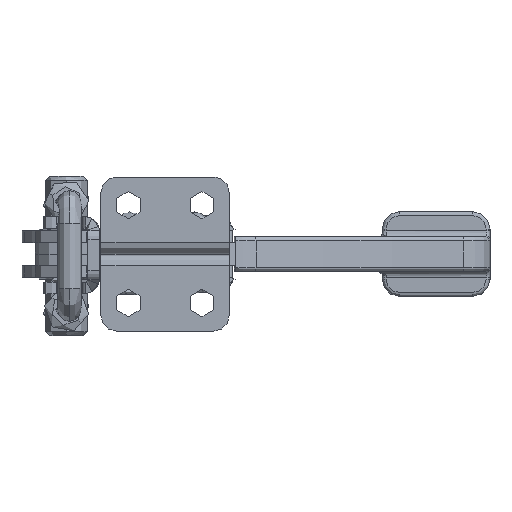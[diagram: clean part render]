
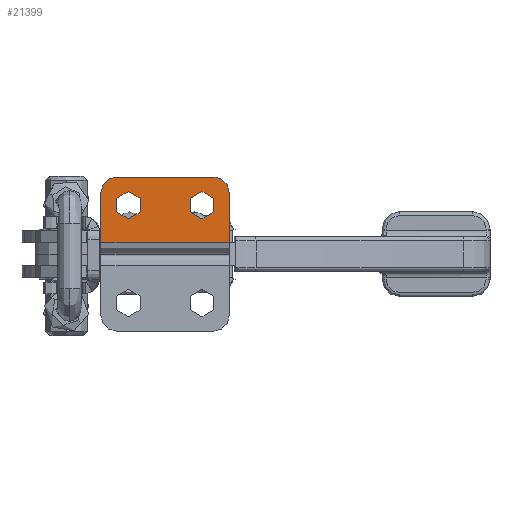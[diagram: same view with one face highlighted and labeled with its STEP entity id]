
A CAD part, front view. The second image highlights one B-rep face of the part: STEP entity #21399.
In plain terms, the highlighted planar face has unit normal (0, -1, 0).
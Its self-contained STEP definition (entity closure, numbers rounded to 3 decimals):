
#1701 = DIRECTION ( 'NONE',  ( 0., 1., 0. ) ) ;
#2502 = EDGE_CURVE ( 'NONE', #58368, #58551, #30604, .T. ) ;
#4404 = DIRECTION ( 'NONE',  ( 0., 1., 0. ) ) ;
#4960 = VECTOR ( 'NONE', #58814, 1000. ) ;
#5832 = VERTEX_POINT ( 'NONE', #44049 ) ;
#6002 = CIRCLE ( 'NONE', #41467, 3.55 ) ;
#6097 = CARTESIAN_POINT ( 'NONE',  ( 55.332, 2.538, 12.7 ) ) ;
#7203 = EDGE_CURVE ( 'NONE', #10868, #61803, #13585, .T. ) ;
#7280 = AXIS2_PLACEMENT_3D ( 'NONE', #44917, #15748, #49859 ) ;
#9541 = DIRECTION ( 'NONE',  ( 0., 0., -1. ) ) ;
#9711 = AXIS2_PLACEMENT_3D ( 'NONE', #43097, #13909, #47977 ) ;
#10183 = CARTESIAN_POINT ( 'NONE',  ( 55.332, 2.538, 9.15 ) ) ;
#10868 = VERTEX_POINT ( 'NONE', #30222 ) ;
#10989 = DIRECTION ( 'NONE',  ( 0., 0., 1. ) ) ;
#12926 = DIRECTION ( 'NONE',  ( 0., 1., 0. ) ) ;
#12970 = VECTOR ( 'NONE', #15681, 1000. ) ;
#13215 = CARTESIAN_POINT ( 'NONE',  ( 58.432, 2.538, 20. ) ) ;
#13585 = CIRCLE ( 'NONE', #60115, 3.55 ) ;
#13909 = DIRECTION ( 'NONE',  ( 0., -1., 0. ) ) ;
#14710 = ORIENTED_EDGE ( 'NONE', *, *, #24290, .T. ) ;
#14857 = CARTESIAN_POINT ( 'NONE',  ( 29.132, 2.538, 3. ) ) ;
#15681 = DIRECTION ( 'NONE',  ( 1., 0., 0. ) ) ;
#15748 = DIRECTION ( 'NONE',  ( 0., -1., 0. ) ) ;
#15921 = ORIENTED_EDGE ( 'NONE', *, *, #41364, .T. ) ;
#16331 = LINE ( 'NONE', #24713, #4960 ) ;
#18365 = VERTEX_POINT ( 'NONE', #10183 ) ;
#20183 = VERTEX_POINT ( 'NONE', #51604 ) ;
#21399 = ADVANCED_FACE ( 'NONE', ( #62247, #49254, #24845 ), #33541, .F. ) ;
#21559 = ORIENTED_EDGE ( 'NONE', *, *, #22759, .F. ) ;
#22334 = CIRCLE ( 'NONE', #7280, 4. ) ;
#22759 = EDGE_CURVE ( 'NONE', #20183, #32525, #16331, .T. ) ;
#23782 = DIRECTION ( 'NONE',  ( 0., 1., 0. ) ) ;
#24290 = EDGE_CURVE ( 'NONE', #20183, #42993, #22334, .T. ) ;
#24390 = LINE ( 'NONE', #49794, #12970 ) ;
#24713 = CARTESIAN_POINT ( 'NONE',  ( 62.432, 2.538, 3. ) ) ;
#24845 = FACE_OUTER_BOUND ( 'NONE', #51637, .T. ) ;
#25341 = ORIENTED_EDGE ( 'NONE', *, *, #62225, .T. ) ;
#26175 = CARTESIAN_POINT ( 'NONE',  ( 29.132, 2.538, 3. ) ) ;
#27207 = CIRCLE ( 'NONE', #55753, 3.55 ) ;
#27273 = CIRCLE ( 'NONE', #37936, 3.55 ) ;
#30052 = AXIS2_PLACEMENT_3D ( 'NONE', #42942, #4404, #38462 ) ;
#30222 = CARTESIAN_POINT ( 'NONE',  ( 36.232, 2.538, 9.15 ) ) ;
#30604 = LINE ( 'NONE', #14857, #32138 ) ;
#30867 = CARTESIAN_POINT ( 'NONE',  ( 36.232, 2.538, 12.7 ) ) ;
#31820 = EDGE_CURVE ( 'NONE', #5832, #42993, #24390, .T. ) ;
#32138 = VECTOR ( 'NONE', #9541, 1000. ) ;
#32525 = VERTEX_POINT ( 'NONE', #50333 ) ;
#33541 = PLANE ( 'NONE',  #30052 ) ;
#35149 = VECTOR ( 'NONE', #51329, 1000. ) ;
#35187 = EDGE_CURVE ( 'NONE', #5832, #58368, #45471, .T. ) ;
#35756 = DIRECTION ( 'NONE',  ( 0., 0., 1. ) ) ;
#36407 = VERTEX_POINT ( 'NONE', #49336 ) ;
#36684 = LINE ( 'NONE', #46411, #35149 ) ;
#37936 = AXIS2_PLACEMENT_3D ( 'NONE', #42105, #12926, #46995 ) ;
#38462 = DIRECTION ( 'NONE',  ( 0., 0., 1. ) ) ;
#40200 = DIRECTION ( 'NONE',  ( 0., 1., 0. ) ) ;
#41364 = EDGE_CURVE ( 'NONE', #58551, #32525, #36684, .T. ) ;
#41467 = AXIS2_PLACEMENT_3D ( 'NONE', #6097, #40200, #10989 ) ;
#42105 = CARTESIAN_POINT ( 'NONE',  ( 36.232, 2.538, 12.7 ) ) ;
#42942 = CARTESIAN_POINT ( 'NONE',  ( 29.132, 2.538, 3. ) ) ;
#42993 = VERTEX_POINT ( 'NONE', #13215 ) ;
#43097 = CARTESIAN_POINT ( 'NONE',  ( 33.132, 2.538, 16. ) ) ;
#43113 = EDGE_LOOP ( 'NONE', ( #25341, #57235 ) ) ;
#44049 = CARTESIAN_POINT ( 'NONE',  ( 33.132, 2.538, 20. ) ) ;
#44300 = CARTESIAN_POINT ( 'NONE',  ( 29.132, 2.538, 16. ) ) ;
#44745 = ORIENTED_EDGE ( 'NONE', *, *, #31820, .F. ) ;
#44917 = CARTESIAN_POINT ( 'NONE',  ( 58.432, 2.538, 16. ) ) ;
#45471 = CIRCLE ( 'NONE', #9711, 4. ) ;
#46216 = CARTESIAN_POINT ( 'NONE',  ( 36.232, 2.538, 16.25 ) ) ;
#46411 = CARTESIAN_POINT ( 'NONE',  ( 29.132, 2.538, 3. ) ) ;
#46995 = DIRECTION ( 'NONE',  ( 0., 0., 1. ) ) ;
#47977 = DIRECTION ( 'NONE',  ( 0., 0., 1. ) ) ;
#48582 = ORIENTED_EDGE ( 'NONE', *, *, #7203, .T. ) ;
#48957 = ORIENTED_EDGE ( 'NONE', *, *, #35187, .T. ) ;
#49254 = FACE_BOUND ( 'NONE', #43113, .T. ) ;
#49336 = CARTESIAN_POINT ( 'NONE',  ( 55.332, 2.538, 16.25 ) ) ;
#49794 = CARTESIAN_POINT ( 'NONE',  ( 29.132, 2.538, 20. ) ) ;
#49845 = EDGE_CURVE ( 'NONE', #18365, #36407, #27207, .T. ) ;
#49859 = DIRECTION ( 'NONE',  ( 0., 0., 1. ) ) ;
#50333 = CARTESIAN_POINT ( 'NONE',  ( 62.432, 2.538, 3. ) ) ;
#51329 = DIRECTION ( 'NONE',  ( 1., 0., 0. ) ) ;
#51437 = EDGE_LOOP ( 'NONE', ( #62224, #48582 ) ) ;
#51604 = CARTESIAN_POINT ( 'NONE',  ( 62.432, 2.538, 16. ) ) ;
#51637 = EDGE_LOOP ( 'NONE', ( #21559, #14710, #44745, #48957, #56729, #15921 ) ) ;
#53004 = CARTESIAN_POINT ( 'NONE',  ( 55.332, 2.538, 12.7 ) ) ;
#53663 = EDGE_CURVE ( 'NONE', #61803, #10868, #27273, .T. ) ;
#55753 = AXIS2_PLACEMENT_3D ( 'NONE', #53004, #23782, #57868 ) ;
#56729 = ORIENTED_EDGE ( 'NONE', *, *, #2502, .T. ) ;
#57235 = ORIENTED_EDGE ( 'NONE', *, *, #49845, .T. ) ;
#57868 = DIRECTION ( 'NONE',  ( 0., 0., 1. ) ) ;
#58368 = VERTEX_POINT ( 'NONE', #44300 ) ;
#58551 = VERTEX_POINT ( 'NONE', #26175 ) ;
#58814 = DIRECTION ( 'NONE',  ( 0., 0., -1. ) ) ;
#60115 = AXIS2_PLACEMENT_3D ( 'NONE', #30867, #1701, #35756 ) ;
#61803 = VERTEX_POINT ( 'NONE', #46216 ) ;
#62224 = ORIENTED_EDGE ( 'NONE', *, *, #53663, .T. ) ;
#62225 = EDGE_CURVE ( 'NONE', #36407, #18365, #6002, .T. ) ;
#62247 = FACE_BOUND ( 'NONE', #51437, .T. ) ;
